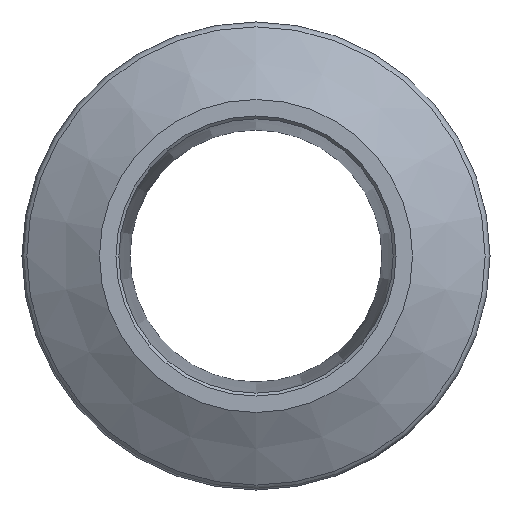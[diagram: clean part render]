
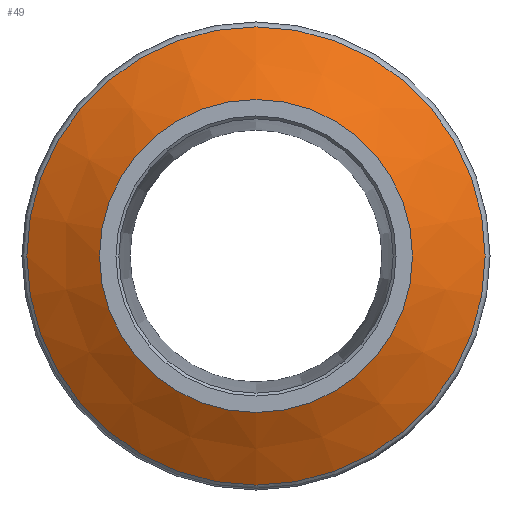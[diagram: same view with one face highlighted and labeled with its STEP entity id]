
A CAD part, left-side view. The second image highlights one B-rep face of the part: STEP entity #49.
In plain terms, the highlighted conical face has half-angle 60 degrees and reference radius 16.15 mm.
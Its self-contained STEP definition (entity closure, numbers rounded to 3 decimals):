
#42=CONICAL_SURFACE('',#215,16.15,60.);
#49=ADVANCED_FACE('',(#68,#69),#42,.T.);
#68=FACE_BOUND('',#100,.T.);
#69=FACE_BOUND('',#101,.T.);
#100=EDGE_LOOP('',(#132));
#101=EDGE_LOOP('',(#133));
#132=ORIENTED_EDGE('',*,*,#180,.T.);
#133=ORIENTED_EDGE('',*,*,#179,.F.);
#163=VERTEX_POINT('',#313);
#164=VERTEX_POINT('',#316);
#179=EDGE_CURVE('',#163,#163,#195,.T.);
#180=EDGE_CURVE('',#164,#164,#196,.T.);
#195=CIRCLE('',#212,16.15);
#196=CIRCLE('',#214,23.65);
#212=AXIS2_PLACEMENT_3D('',#312,#247,#248);
#214=AXIS2_PLACEMENT_3D('',#315,#251,#252);
#215=AXIS2_PLACEMENT_3D('',#317,#253,#254);
#247=DIRECTION('',(-1.,0.,0.));
#248=DIRECTION('',(0.,0.,1.));
#251=DIRECTION('',(-1.,0.,0.));
#252=DIRECTION('',(0.,0.,1.));
#253=DIRECTION('',(1.,0.,0.));
#254=DIRECTION('',(0.,0.,-1.));
#312=CARTESIAN_POINT('',(0.,0.,0.));
#313=CARTESIAN_POINT('',(0.,0.,16.15));
#315=CARTESIAN_POINT('',(4.33,0.,0.));
#316=CARTESIAN_POINT('',(4.33,0.,23.65));
#317=CARTESIAN_POINT('',(0.,0.,0.));
